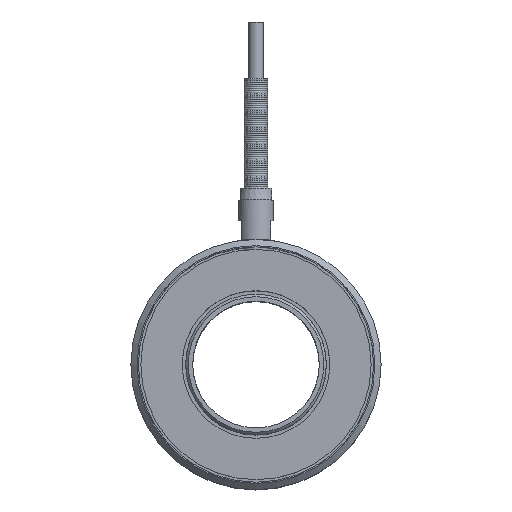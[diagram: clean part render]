
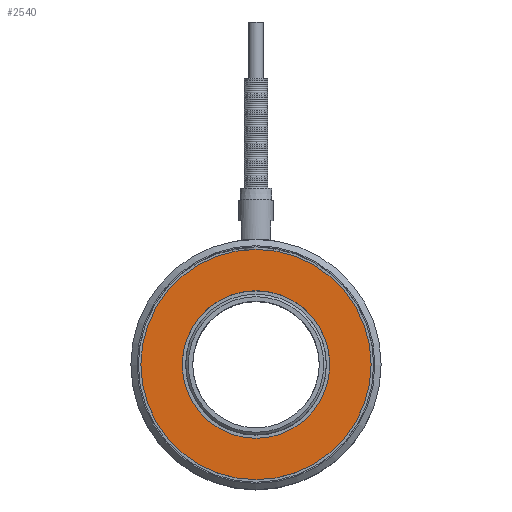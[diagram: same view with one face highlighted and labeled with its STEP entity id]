
A CAD part, top view. The second image highlights one B-rep face of the part: STEP entity #2540.
In plain terms, the highlighted face is planar.
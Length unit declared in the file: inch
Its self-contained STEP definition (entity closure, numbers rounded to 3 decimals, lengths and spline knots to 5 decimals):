
#2169=CARTESIAN_POINT('',(-0.59,0.75,2.48825));
#2170=VERTEX_POINT('',#2169);
#2171=CARTESIAN_POINT('',(0.,0.75,2.48825));
#2172=DIRECTION('',(0.0,1.0,0.0));
#2173=DIRECTION('',(1.0,0.0,0.0));
#2174=AXIS2_PLACEMENT_3D('',#2171,#2172,#2173);
#2175=CIRCLE('',#2174,0.59);
#2176=EDGE_CURVE('',#2170,#2170,#2175,.T.);
#2197=CARTESIAN_POINT('',(-0.92,0.75,2.48825));
#2198=VERTEX_POINT('',#2197);
#2199=CARTESIAN_POINT('',(0.,0.75,2.48825));
#2200=DIRECTION('',(0.0,1.0,0.0));
#2201=DIRECTION('',(1.0,0.0,0.0));
#2202=AXIS2_PLACEMENT_3D('',#2199,#2200,#2201);
#2203=CIRCLE('',#2202,0.92);
#2204=EDGE_CURVE('',#2198,#2198,#2203,.T.);
#2529=CARTESIAN_POINT('',(0.755,0.75,2.48825));
#2530=DIRECTION('',(0.0,1.0,0.0));
#2531=DIRECTION('',(0.0,0.0,1.0));
#2532=AXIS2_PLACEMENT_3D('',#2529,#2530,#2531);
#2533=PLANE('',#2532);
#2534=ORIENTED_EDGE('',*,*,#2204,.T.);
#2535=EDGE_LOOP('',(#2534));
#2536=FACE_OUTER_BOUND('',#2535,.T.);
#2537=ORIENTED_EDGE('',*,*,#2176,.F.);
#2538=EDGE_LOOP('',(#2537));
#2539=FACE_BOUND('',#2538,.T.);
#2540=ADVANCED_FACE('',(#2536,#2539),#2533,.T.);
